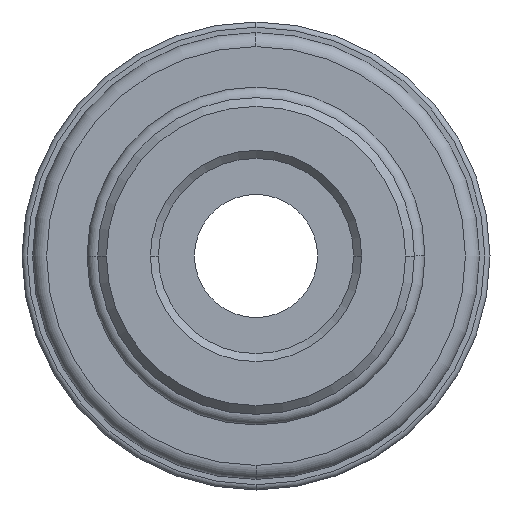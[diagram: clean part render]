
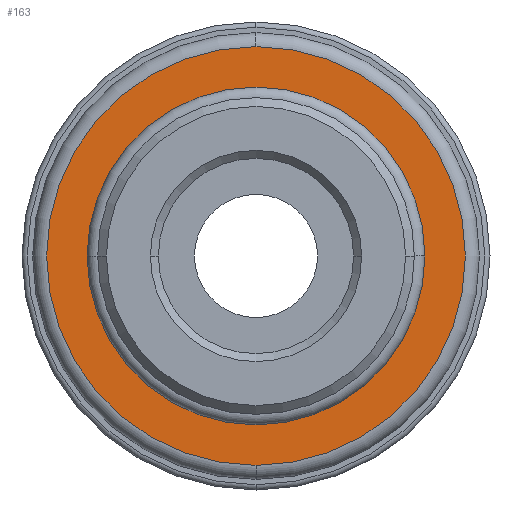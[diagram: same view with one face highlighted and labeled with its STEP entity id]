
A CAD part, front view. The second image highlights one B-rep face of the part: STEP entity #163.
In plain terms, the highlighted planar face has unit normal (0, -1, 0).
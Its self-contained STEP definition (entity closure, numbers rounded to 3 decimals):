
#163=ADVANCED_FACE('',(#402,#403),#404,.T.);
#402=FACE_BOUND('',#727,.T.);
#403=FACE_OUTER_BOUND('',#728,.T.);
#404=PLANE('',#729);
#727=EDGE_LOOP('',(#1154,#1155,#1156));
#728=EDGE_LOOP('',(#1157,#1158,#1159));
#729=AXIS2_PLACEMENT_3D('',#1160,#1161,#1162);
#1154=ORIENTED_EDGE('',*,*,#1916,.T.);
#1155=ORIENTED_EDGE('',*,*,#1855,.T.);
#1156=ORIENTED_EDGE('',*,*,#1917,.T.);
#1157=ORIENTED_EDGE('',*,*,#1944,.F.);
#1158=ORIENTED_EDGE('',*,*,#1945,.F.);
#1159=ORIENTED_EDGE('',*,*,#1946,.F.);
#1160=CARTESIAN_POINT('',(10.45,3.0,0.0));
#1161=DIRECTION('',(-0.0,-1.0,-0.0));
#1162=DIRECTION('',(-1.0,0.0,0.0));
#1855=EDGE_CURVE('',#2193,#2191,#2194,.T.);
#1916=EDGE_CURVE('',#2298,#2193,#2299,.T.);
#1917=EDGE_CURVE('',#2191,#2298,#2300,.T.);
#1944=EDGE_CURVE('',#2342,#2343,#2344,.T.);
#1945=EDGE_CURVE('',#2345,#2342,#2346,.T.);
#1946=EDGE_CURVE('',#2343,#2345,#2347,.T.);
#2191=VERTEX_POINT('',#2658);
#2193=VERTEX_POINT('',#2660);
#2194=CIRCLE('',#2661,9.52);
#2298=VERTEX_POINT('',#2789);
#2299=CIRCLE('',#2790,9.52);
#2300=CIRCLE('',#2791,9.52);
#2342=VERTEX_POINT('',#2936);
#2343=VERTEX_POINT('',#2937);
#2344=CIRCLE('',#2938,11.9);
#2345=VERTEX_POINT('',#2939);
#2346=CIRCLE('',#2940,11.9);
#2347=CIRCLE('',#2941,11.9);
#2658=CARTESIAN_POINT('',(-9.52,3.0,0.));
#2660=CARTESIAN_POINT('',(9.52,3.0,0.));
#2661=AXIS2_PLACEMENT_3D('',#3440,#3441,#3442);
#2789=CARTESIAN_POINT('',(0.,3.0,9.52));
#2790=AXIS2_PLACEMENT_3D('',#3561,#3562,#3563);
#2791=AXIS2_PLACEMENT_3D('',#3564,#3565,#3566);
#2936=CARTESIAN_POINT('',(11.9,3.0,0.0));
#2937=CARTESIAN_POINT('',(0.,3.0,-11.9));
#2938=AXIS2_PLACEMENT_3D('',#3592,#3593,#3594);
#2939=CARTESIAN_POINT('',(0.,3.0,11.9));
#2940=AXIS2_PLACEMENT_3D('',#3595,#3596,#3597);
#2941=AXIS2_PLACEMENT_3D('',#3598,#3599,#3600);
#3440=CARTESIAN_POINT('',(0.0,3.0,0.0));
#3441=DIRECTION('',(0.0,1.0,0.0));
#3442=DIRECTION('',(0.0,0.0,-1.0));
#3561=CARTESIAN_POINT('',(0.0,3.0,0.0));
#3562=DIRECTION('',(0.0,1.0,0.0));
#3563=DIRECTION('',(0.0,0.0,-1.0));
#3564=CARTESIAN_POINT('',(0.0,3.0,0.0));
#3565=DIRECTION('',(0.0,1.0,0.0));
#3566=DIRECTION('',(0.0,0.0,-1.0));
#3592=CARTESIAN_POINT('',(0.0,3.0,0.0));
#3593=DIRECTION('',(-0.0,1.0,0.0));
#3594=DIRECTION('',(1.0,0.0,0.0));
#3595=CARTESIAN_POINT('',(0.0,3.0,0.0));
#3596=DIRECTION('',(-0.0,1.0,0.0));
#3597=DIRECTION('',(1.0,0.0,0.0));
#3598=CARTESIAN_POINT('',(0.0,3.0,0.0));
#3599=DIRECTION('',(-0.0,1.0,0.0));
#3600=DIRECTION('',(1.0,0.0,0.0));
